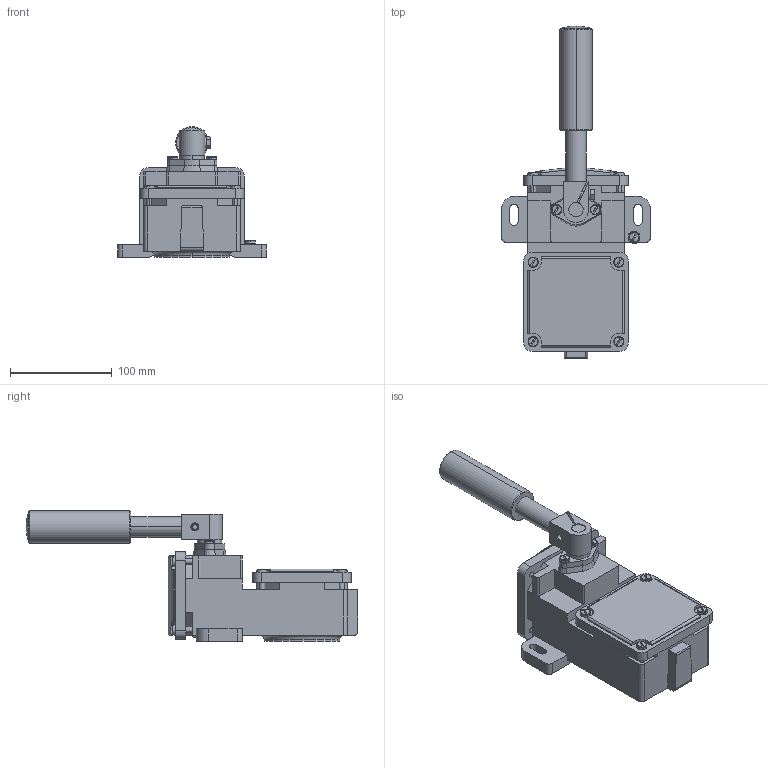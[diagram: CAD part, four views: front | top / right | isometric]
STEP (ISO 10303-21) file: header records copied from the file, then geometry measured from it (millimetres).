
FILE_DESCRIPTION (( 'STEP AP214' ), '1' );
FILE_NAME ('M.250-11Z-1224.STEP', '2024-08-22T18:07:13', ( '' ), ( '' ), 'SwSTEP 2.0', 'SolidWorks 2023', '' );
FILE_SCHEMA (( 'AUTOMOTIVE_DESIGN' ));
Length unit declared in the file: inch
Products named in the file (1): M.250-11Z-1224
Bounding box: 146 x 325.65 x 128.5 mm (x, y, z)
Volume: 1309811.4 mm3; surface area: 121647.2 mm2
Topology: 2 solids, 4 shells, 360 faces, 954 edges, 628 vertices
Faces by surface type: plane 199, cylinder 111, torus 28, cone 16, bspline 4, sphere 2
Entity records: 14748 total; most frequent: CARTESIAN_POINT 5751, ORIENTED_EDGE 1908, DIRECTION 1815, EDGE_CURVE 954, AXIS2_PLACEMENT_3D 651, VERTEX_POINT 628, LINE 513, VECTOR 513
